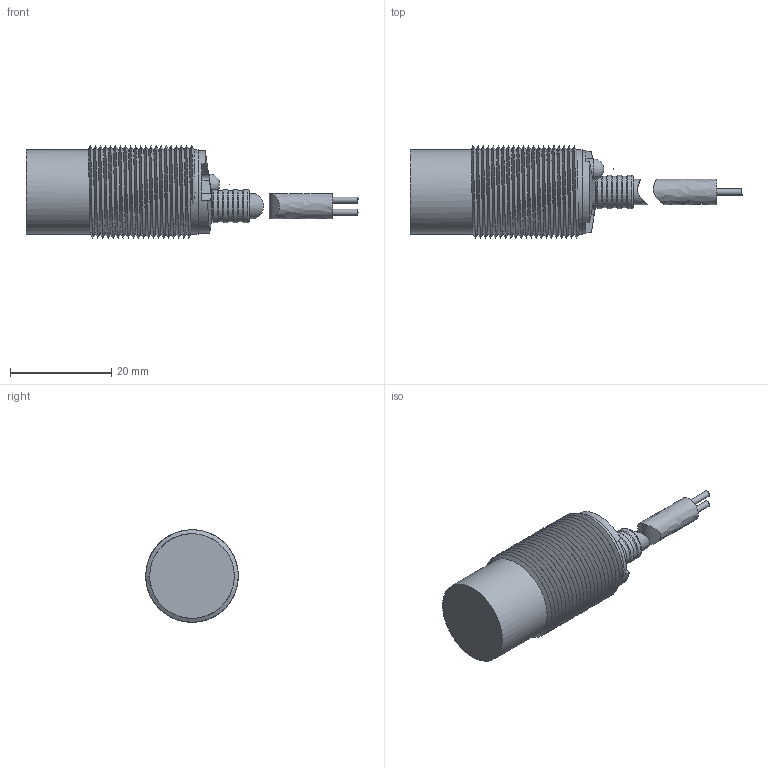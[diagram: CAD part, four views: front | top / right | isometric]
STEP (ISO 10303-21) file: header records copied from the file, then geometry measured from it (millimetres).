
FILE_DESCRIPTION( ('This file contains a STEP AP42 implementation' ,'as created by ZW3D STEP Interface translator.') ,'2;1' );
FILE_NAME( 'ECS2-1816X-X2SX.stp' ,'20 522.1436 6', (''), ('ZWCAD Software Co.'), 'Version 1.0', 'ZW3D to STEP translator', '' );
FILE_SCHEMA(('AUTOMOTIVE_DESIGN'));
Length unit declared in the file: millimetre
Products named in the file (2): 0; ECS2-1816X-X3SX
Bounding box: 65.61 x 18.26 x 18.26 mm (x, y, z)
Volume: 250.8 mm3; surface area: 3939.7 mm2
Topology: 1 solids, 3 shells, 75 faces, 174 edges, 109 vertices
Faces by surface type: bspline 75
Entity records: 3687 total; most frequent: CARTESIAN_POINT 2606, ORIENTED_EDGE 346, EDGE_CURVE 174, VERTEX_POINT 109, EDGE_LOOP 81, B_SPLINE_CURVE_WITH_KNOTS 81, FACE_OUTER_BOUND 75, ADVANCED_FACE 75
